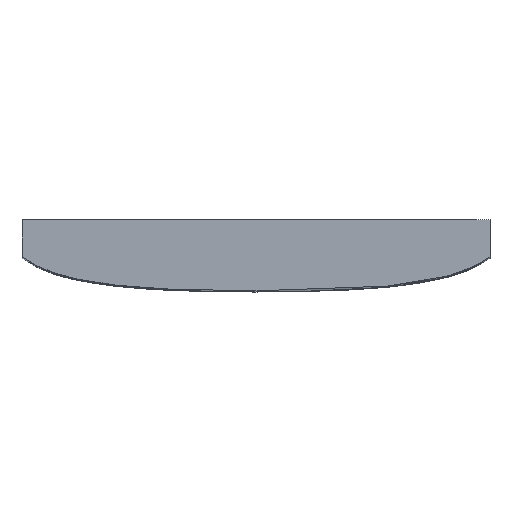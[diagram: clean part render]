
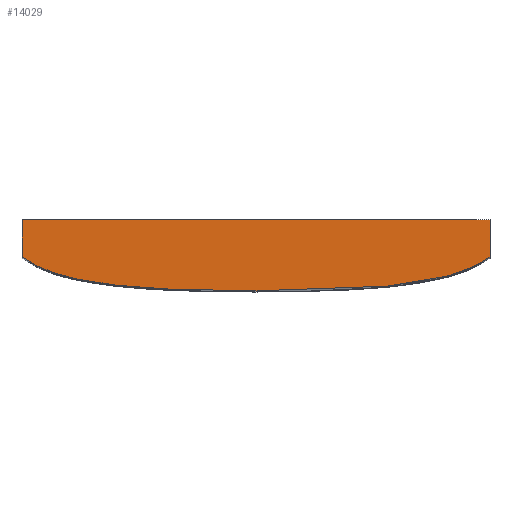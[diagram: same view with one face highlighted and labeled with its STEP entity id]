
A CAD part, top view. The second image highlights one B-rep face of the part: STEP entity #14029.
In plain terms, the highlighted planar face has unit normal (0, 0, 1).
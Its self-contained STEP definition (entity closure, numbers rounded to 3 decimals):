
#399=(
BOUNDED_CURVE()
B_SPLINE_CURVE(2,(#17124,#17125,#17126),.UNSPECIFIED.,.F.,.F.)
B_SPLINE_CURVE_WITH_KNOTS((3,3),(-9.494,-5.315),
 .UNSPECIFIED.)
CURVE()
GEOMETRIC_REPRESENTATION_ITEM()
RATIONAL_B_SPLINE_CURVE((1.,1.587,1.657))
REPRESENTATION_ITEM('')
);
#410=(
BOUNDED_CURVE()
B_SPLINE_CURVE(2,(#26317,#26318,#26319),.UNSPECIFIED.,.F.,.F.)
B_SPLINE_CURVE_WITH_KNOTS((3,3),(-4.18,0.),.UNSPECIFIED.)
CURVE()
GEOMETRIC_REPRESENTATION_ITEM()
RATIONAL_B_SPLINE_CURVE((1.657,1.587,1.))
REPRESENTATION_ITEM('')
);
#1102=FACE_OUTER_BOUND('',#2037,.T.);
#2037=EDGE_LOOP('',(#12740,#12741,#12742,#12743,#12744));
#3383=LINE('',#18909,#4142);
#3385=LINE('',#18913,#4144);
#3961=LINE('',#26308,#4720);
#4142=VECTOR('',#14741,10.);
#4144=VECTOR('',#14745,10.);
#4720=VECTOR('',#16439,10.);
#4891=VERTEX_POINT('',#17121);
#4892=VERTEX_POINT('',#17123);
#5192=VERTEX_POINT('',#18907);
#5193=VERTEX_POINT('',#18911);
#6119=VERTEX_POINT('',#26306);
#6310=EDGE_CURVE('',#4892,#4891,#399,.T.);
#6612=EDGE_CURVE('',#4891,#5192,#3383,.T.);
#6614=EDGE_CURVE('',#5192,#5193,#3385,.T.);
#8153=EDGE_CURVE('',#5193,#6119,#3961,.T.);
#8155=EDGE_CURVE('',#6119,#4892,#410,.T.);
#12740=ORIENTED_EDGE('',*,*,#6614,.T.);
#12741=ORIENTED_EDGE('',*,*,#8153,.T.);
#12742=ORIENTED_EDGE('',*,*,#8155,.T.);
#12743=ORIENTED_EDGE('',*,*,#6310,.T.);
#12744=ORIENTED_EDGE('',*,*,#6612,.T.);
#13339=PLANE('',#14719);
#14029=ADVANCED_FACE('',(#1102),#13339,.T.);
#14719=AXIS2_PLACEMENT_3D('',#28369,#16855,#16856);
#14741=DIRECTION('',(0.,1.,0.));
#14745=DIRECTION('',(-1.,0.,0.));
#16439=DIRECTION('',(0.,-1.,0.));
#16855=DIRECTION('center_axis',(0.,0.,1.));
#16856=DIRECTION('ref_axis',(1.,0.,0.));
#17121=CARTESIAN_POINT('',(44.6,-48.568,137.));
#17123=CARTESIAN_POINT('',(0.,-55.,137.));
#17124=CARTESIAN_POINT('Ctrl Pts',(0.,-55.,137.));
#17125=CARTESIAN_POINT('Ctrl Pts',(35.6,-55.,137.));
#17126=CARTESIAN_POINT('Ctrl Pts',(44.6,-48.568,137.));
#18907=CARTESIAN_POINT('',(44.6,-41.5,137.));
#18909=CARTESIAN_POINT('',(44.6,-41.5,137.));
#18911=CARTESIAN_POINT('',(-44.6,-41.5,137.));
#18913=CARTESIAN_POINT('',(-44.6,-41.5,137.));
#26306=CARTESIAN_POINT('',(-44.6,-48.568,137.));
#26308=CARTESIAN_POINT('',(-44.6,-41.5,137.));
#26317=CARTESIAN_POINT('Ctrl Pts',(-44.6,-48.568,137.));
#26318=CARTESIAN_POINT('Ctrl Pts',(-35.6,-55.,137.));
#26319=CARTESIAN_POINT('Ctrl Pts',(0.,-55.,137.));
#28369=CARTESIAN_POINT('Origin',(0.,-48.25,137.));
